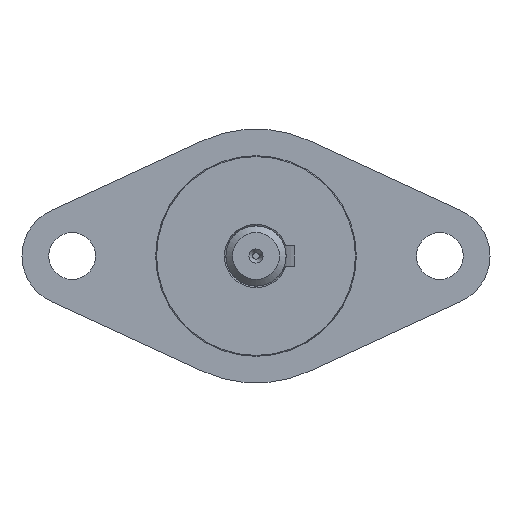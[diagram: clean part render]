
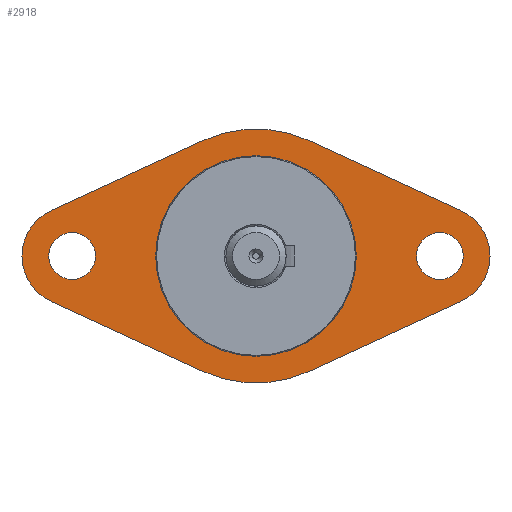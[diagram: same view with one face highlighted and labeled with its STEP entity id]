
A CAD part, left-side view. The second image highlights one B-rep face of the part: STEP entity #2918.
In plain terms, the highlighted planar face has unit normal (-1, 0, 0).
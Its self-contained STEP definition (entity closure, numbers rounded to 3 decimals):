
#300=LINE('',#4884,#529);
#301=LINE('',#4888,#530);
#302=LINE('',#4892,#531);
#303=LINE('',#4895,#532);
#529=VECTOR('',#3877,10.);
#530=VECTOR('',#3880,10.);
#531=VECTOR('',#3883,10.);
#532=VECTOR('',#3886,10.);
#733=FACE_BOUND('',#1038,.T.);
#734=FACE_BOUND('',#1039,.T.);
#735=FACE_BOUND('',#1040,.T.);
#857=FACE_OUTER_BOUND('',#1037,.T.);
#1037=EDGE_LOOP('',(#2497,#2498,#2499,#2500,#2501,#2502,#2503,#2504));
#1038=EDGE_LOOP('',(#2505));
#1039=EDGE_LOOP('',(#2506));
#1040=EDGE_LOOP('',(#2507,#2508));
#1175=CIRCLE('',#3178,7.5);
#1176=CIRCLE('',#3179,19.);
#1177=CIRCLE('',#3180,7.5);
#1178=CIRCLE('',#3181,19.);
#1179=CIRCLE('',#3182,3.5);
#1180=CIRCLE('',#3183,3.5);
#1181=CIRCLE('',#3184,15.);
#1182=CIRCLE('',#3185,15.);
#1455=VERTEX_POINT('',#4880);
#1456=VERTEX_POINT('',#4881);
#1457=VERTEX_POINT('',#4883);
#1458=VERTEX_POINT('',#4885);
#1459=VERTEX_POINT('',#4887);
#1460=VERTEX_POINT('',#4889);
#1461=VERTEX_POINT('',#4891);
#1462=VERTEX_POINT('',#4893);
#1463=VERTEX_POINT('',#4896);
#1464=VERTEX_POINT('',#4898);
#1465=VERTEX_POINT('',#4900);
#1466=VERTEX_POINT('',#4901);
#1814=EDGE_CURVE('',#1455,#1456,#1175,.T.);
#1815=EDGE_CURVE('',#1456,#1457,#300,.T.);
#1816=EDGE_CURVE('',#1457,#1458,#1176,.T.);
#1817=EDGE_CURVE('',#1458,#1459,#301,.T.);
#1818=EDGE_CURVE('',#1459,#1460,#1177,.T.);
#1819=EDGE_CURVE('',#1460,#1461,#302,.T.);
#1820=EDGE_CURVE('',#1461,#1462,#1178,.T.);
#1821=EDGE_CURVE('',#1462,#1455,#303,.T.);
#1822=EDGE_CURVE('',#1463,#1463,#1179,.T.);
#1823=EDGE_CURVE('',#1464,#1464,#1180,.T.);
#1824=EDGE_CURVE('',#1465,#1466,#1181,.T.);
#1825=EDGE_CURVE('',#1466,#1465,#1182,.T.);
#2497=ORIENTED_EDGE('',*,*,#1814,.T.);
#2498=ORIENTED_EDGE('',*,*,#1815,.T.);
#2499=ORIENTED_EDGE('',*,*,#1816,.T.);
#2500=ORIENTED_EDGE('',*,*,#1817,.T.);
#2501=ORIENTED_EDGE('',*,*,#1818,.T.);
#2502=ORIENTED_EDGE('',*,*,#1819,.T.);
#2503=ORIENTED_EDGE('',*,*,#1820,.T.);
#2504=ORIENTED_EDGE('',*,*,#1821,.T.);
#2505=ORIENTED_EDGE('',*,*,#1822,.T.);
#2506=ORIENTED_EDGE('',*,*,#1823,.T.);
#2507=ORIENTED_EDGE('',*,*,#1824,.T.);
#2508=ORIENTED_EDGE('',*,*,#1825,.T.);
#2792=PLANE('',#3177);
#2918=ADVANCED_FACE('',(#857,#733,#734,#735),#2792,.T.);
#3177=AXIS2_PLACEMENT_3D('',#4879,#3873,#3874);
#3178=AXIS2_PLACEMENT_3D('',#4882,#3875,#3876);
#3179=AXIS2_PLACEMENT_3D('',#4886,#3878,#3879);
#3180=AXIS2_PLACEMENT_3D('',#4890,#3881,#3882);
#3181=AXIS2_PLACEMENT_3D('',#4894,#3884,#3885);
#3182=AXIS2_PLACEMENT_3D('',#4897,#3887,#3888);
#3183=AXIS2_PLACEMENT_3D('',#4899,#3889,#3890);
#3184=AXIS2_PLACEMENT_3D('',#4902,#3891,#3892);
#3185=AXIS2_PLACEMENT_3D('',#4903,#3893,#3894);
#3873=DIRECTION('center_axis',(-1.,0.,0.));
#3874=DIRECTION('ref_axis',(0.,0.,1.));
#3875=DIRECTION('center_axis',(-1.,0.,0.));
#3876=DIRECTION('ref_axis',(0.,0.418,-0.908));
#3877=DIRECTION('',(0.,-0.908,-0.418));
#3878=DIRECTION('center_axis',(-1.,0.,0.));
#3879=DIRECTION('ref_axis',(0.,-0.418,-0.908));
#3880=DIRECTION('',(0.,-0.908,0.418));
#3881=DIRECTION('center_axis',(-1.,0.,0.));
#3882=DIRECTION('ref_axis',(0.,-0.418,0.908));
#3883=DIRECTION('',(0.,0.908,0.418));
#3884=DIRECTION('center_axis',(-1.,0.,0.));
#3885=DIRECTION('ref_axis',(0.,0.418,0.908));
#3886=DIRECTION('',(0.,0.908,-0.418));
#3887=DIRECTION('center_axis',(1.,0.,0.));
#3888=DIRECTION('ref_axis',(0.,0.,1.));
#3889=DIRECTION('center_axis',(1.,0.,0.));
#3890=DIRECTION('ref_axis',(0.,0.,1.));
#3891=DIRECTION('center_axis',(1.,0.,0.));
#3892=DIRECTION('ref_axis',(0.,1.,0.));
#3893=DIRECTION('center_axis',(1.,0.,0.));
#3894=DIRECTION('ref_axis',(0.,1.,0.));
#4879=CARTESIAN_POINT('Origin',(-118.1,25.,0.));
#4880=CARTESIAN_POINT('',(-118.1,30.636,6.813));
#4881=CARTESIAN_POINT('',(-118.1,30.636,-6.813));
#4882=CARTESIAN_POINT('Origin',(-118.1,27.5,0.));
#4883=CARTESIAN_POINT('',(-118.1,7.945,-17.259));
#4884=CARTESIAN_POINT('',(-118.1,18.26,-12.511));
#4885=CARTESIAN_POINT('',(-118.1,-7.945,-17.259));
#4886=CARTESIAN_POINT('Origin',(-118.1,0.,0.));
#4887=CARTESIAN_POINT('',(-118.1,-30.636,-6.813));
#4888=CARTESIAN_POINT('',(-118.1,-8.977,-16.784));
#4889=CARTESIAN_POINT('',(-118.1,-30.636,6.813));
#4890=CARTESIAN_POINT('Origin',(-118.1,-27.5,0.));
#4891=CARTESIAN_POINT('',(-118.1,-7.945,17.259));
#4892=CARTESIAN_POINT('',(-118.1,2.369,22.007));
#4893=CARTESIAN_POINT('',(-118.1,7.945,17.259));
#4894=CARTESIAN_POINT('Origin',(-118.1,0.,0.));
#4895=CARTESIAN_POINT('',(-118.1,29.605,7.288));
#4896=CARTESIAN_POINT('',(-118.1,-27.5,-3.5));
#4897=CARTESIAN_POINT('Origin',(-118.1,-27.5,0.));
#4898=CARTESIAN_POINT('',(-118.1,27.5,-3.5));
#4899=CARTESIAN_POINT('Origin',(-118.1,27.5,0.));
#4900=CARTESIAN_POINT('',(-118.1,15.,0.));
#4901=CARTESIAN_POINT('',(-118.1,-15.,0.));
#4902=CARTESIAN_POINT('Origin',(-118.1,0.,0.));
#4903=CARTESIAN_POINT('Origin',(-118.1,0.,0.));
